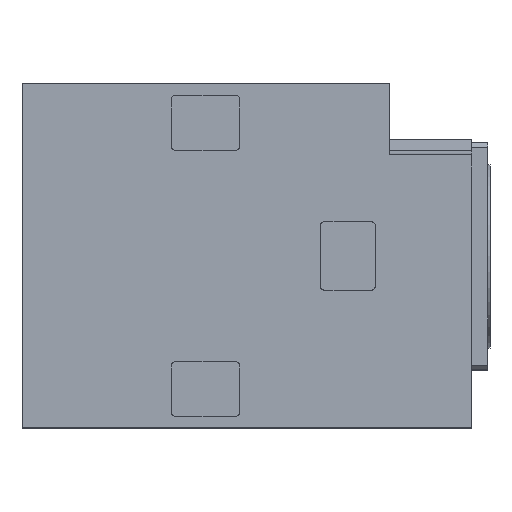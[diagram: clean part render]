
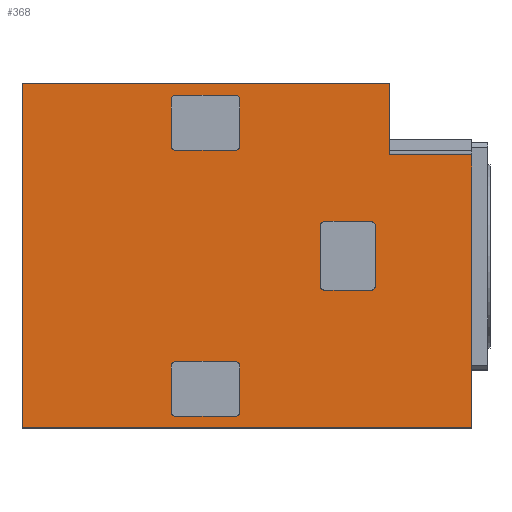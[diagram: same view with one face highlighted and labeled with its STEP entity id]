
A CAD part, top view. The second image highlights one B-rep face of the part: STEP entity #368.
In plain terms, the highlighted planar face has unit normal (0, 0, 1).
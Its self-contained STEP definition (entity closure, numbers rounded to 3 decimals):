
#41=LINE('',#1709,#156);
#42=LINE('',#1711,#157);
#43=LINE('',#1714,#158);
#44=LINE('',#1716,#159);
#45=LINE('',#1717,#160);
#46=LINE('',#1719,#161);
#47=LINE('',#1723,#162);
#48=LINE('',#1727,#163);
#49=LINE('',#1731,#164);
#50=LINE('',#1735,#165);
#51=LINE('',#1739,#166);
#52=LINE('',#1743,#167);
#53=LINE('',#1747,#168);
#54=LINE('',#1751,#169);
#55=LINE('',#1755,#170);
#56=LINE('',#1759,#171);
#57=LINE('',#1763,#172);
#58=LINE('',#1767,#173);
#156=VECTOR('',#1315,1.);
#157=VECTOR('',#1318,1.);
#158=VECTOR('',#1319,1.);
#159=VECTOR('',#1320,1.);
#160=VECTOR('',#1321,1.);
#161=VECTOR('',#1322,1.);
#162=VECTOR('',#1325,1.);
#163=VECTOR('',#1328,1.);
#164=VECTOR('',#1331,1.);
#165=VECTOR('',#1334,1.);
#166=VECTOR('',#1337,1.);
#167=VECTOR('',#1340,1.);
#168=VECTOR('',#1343,1.);
#169=VECTOR('',#1346,1.);
#170=VECTOR('',#1349,1.);
#171=VECTOR('',#1352,1.);
#172=VECTOR('',#1355,1.);
#173=VECTOR('',#1358,1.);
#270=PLANE('',#1207);
#368=ADVANCED_FACE('',(#448,#449,#450,#451),#270,.T.);
#448=FACE_BOUND('',#470,.T.);
#449=FACE_BOUND('',#471,.T.);
#450=FACE_BOUND('',#472,.T.);
#451=FACE_BOUND('',#473,.T.);
#470=EDGE_LOOP('',(#548,#549,#550,#551,#552,#553));
#471=EDGE_LOOP('',(#554,#555,#556,#557,#558,#559,#560,#561));
#472=EDGE_LOOP('',(#562,#563,#564,#565,#566,#567,#568,#569));
#473=EDGE_LOOP('',(#570,#571,#572,#573,#574,#575,#576,#577));
#548=ORIENTED_EDGE('',*,*,#973,.F.);
#549=ORIENTED_EDGE('',*,*,#974,.F.);
#550=ORIENTED_EDGE('',*,*,#975,.F.);
#551=ORIENTED_EDGE('',*,*,#972,.F.);
#552=ORIENTED_EDGE('',*,*,#976,.T.);
#553=ORIENTED_EDGE('',*,*,#977,.T.);
#554=ORIENTED_EDGE('',*,*,#978,.F.);
#555=ORIENTED_EDGE('',*,*,#979,.F.);
#556=ORIENTED_EDGE('',*,*,#980,.F.);
#557=ORIENTED_EDGE('',*,*,#981,.F.);
#558=ORIENTED_EDGE('',*,*,#982,.F.);
#559=ORIENTED_EDGE('',*,*,#983,.F.);
#560=ORIENTED_EDGE('',*,*,#984,.F.);
#561=ORIENTED_EDGE('',*,*,#985,.F.);
#562=ORIENTED_EDGE('',*,*,#986,.T.);
#563=ORIENTED_EDGE('',*,*,#987,.T.);
#564=ORIENTED_EDGE('',*,*,#988,.T.);
#565=ORIENTED_EDGE('',*,*,#989,.T.);
#566=ORIENTED_EDGE('',*,*,#990,.T.);
#567=ORIENTED_EDGE('',*,*,#991,.T.);
#568=ORIENTED_EDGE('',*,*,#992,.T.);
#569=ORIENTED_EDGE('',*,*,#993,.T.);
#570=ORIENTED_EDGE('',*,*,#994,.F.);
#571=ORIENTED_EDGE('',*,*,#995,.F.);
#572=ORIENTED_EDGE('',*,*,#996,.F.);
#573=ORIENTED_EDGE('',*,*,#997,.F.);
#574=ORIENTED_EDGE('',*,*,#998,.F.);
#575=ORIENTED_EDGE('',*,*,#999,.F.);
#576=ORIENTED_EDGE('',*,*,#1000,.F.);
#577=ORIENTED_EDGE('',*,*,#1001,.F.);
#862=VERTEX_POINT('',#1704);
#864=VERTEX_POINT('',#1708);
#865=VERTEX_POINT('',#1712);
#866=VERTEX_POINT('',#1713);
#867=VERTEX_POINT('',#1715);
#868=VERTEX_POINT('',#1718);
#869=VERTEX_POINT('',#1721);
#870=VERTEX_POINT('',#1722);
#871=VERTEX_POINT('',#1724);
#872=VERTEX_POINT('',#1726);
#873=VERTEX_POINT('',#1728);
#874=VERTEX_POINT('',#1730);
#875=VERTEX_POINT('',#1732);
#876=VERTEX_POINT('',#1734);
#877=VERTEX_POINT('',#1737);
#878=VERTEX_POINT('',#1738);
#879=VERTEX_POINT('',#1740);
#880=VERTEX_POINT('',#1742);
#881=VERTEX_POINT('',#1744);
#882=VERTEX_POINT('',#1746);
#883=VERTEX_POINT('',#1748);
#884=VERTEX_POINT('',#1750);
#885=VERTEX_POINT('',#1753);
#886=VERTEX_POINT('',#1754);
#887=VERTEX_POINT('',#1756);
#888=VERTEX_POINT('',#1758);
#889=VERTEX_POINT('',#1760);
#890=VERTEX_POINT('',#1762);
#891=VERTEX_POINT('',#1764);
#892=VERTEX_POINT('',#1766);
#972=EDGE_CURVE('',#864,#862,#41,.T.);
#973=EDGE_CURVE('',#865,#866,#42,.T.);
#974=EDGE_CURVE('',#867,#865,#43,.T.);
#975=EDGE_CURVE('',#862,#867,#44,.T.);
#976=EDGE_CURVE('',#864,#868,#45,.T.);
#977=EDGE_CURVE('',#868,#866,#46,.T.);
#978=EDGE_CURVE('',#869,#870,#1127,.T.);
#979=EDGE_CURVE('',#871,#869,#47,.T.);
#980=EDGE_CURVE('',#872,#871,#1128,.T.);
#981=EDGE_CURVE('',#873,#872,#48,.T.);
#982=EDGE_CURVE('',#874,#873,#1129,.T.);
#983=EDGE_CURVE('',#875,#874,#49,.T.);
#984=EDGE_CURVE('',#876,#875,#1130,.T.);
#985=EDGE_CURVE('',#870,#876,#50,.T.);
#986=EDGE_CURVE('',#877,#878,#1131,.T.);
#987=EDGE_CURVE('',#878,#879,#51,.T.);
#988=EDGE_CURVE('',#879,#880,#1132,.T.);
#989=EDGE_CURVE('',#880,#881,#52,.T.);
#990=EDGE_CURVE('',#881,#882,#1133,.T.);
#991=EDGE_CURVE('',#882,#883,#53,.T.);
#992=EDGE_CURVE('',#883,#884,#1134,.T.);
#993=EDGE_CURVE('',#884,#877,#54,.T.);
#994=EDGE_CURVE('',#885,#886,#1135,.T.);
#995=EDGE_CURVE('',#887,#885,#55,.T.);
#996=EDGE_CURVE('',#888,#887,#1136,.T.);
#997=EDGE_CURVE('',#889,#888,#56,.T.);
#998=EDGE_CURVE('',#890,#889,#1137,.T.);
#999=EDGE_CURVE('',#891,#890,#57,.T.);
#1000=EDGE_CURVE('',#892,#891,#1138,.T.);
#1001=EDGE_CURVE('',#886,#892,#58,.T.);
#1127=CIRCLE('',#1195,1.);
#1128=CIRCLE('',#1196,1.);
#1129=CIRCLE('',#1197,1.);
#1130=CIRCLE('',#1198,1.);
#1131=CIRCLE('',#1199,1.);
#1132=CIRCLE('',#1200,1.);
#1133=CIRCLE('',#1201,1.);
#1134=CIRCLE('',#1202,1.);
#1135=CIRCLE('',#1203,1.);
#1136=CIRCLE('',#1204,1.);
#1137=CIRCLE('',#1205,1.);
#1138=CIRCLE('',#1206,1.);
#1195=AXIS2_PLACEMENT_3D('',#1720,#1323,#1324);
#1196=AXIS2_PLACEMENT_3D('',#1725,#1326,#1327);
#1197=AXIS2_PLACEMENT_3D('',#1729,#1329,#1330);
#1198=AXIS2_PLACEMENT_3D('',#1733,#1332,#1333);
#1199=AXIS2_PLACEMENT_3D('',#1736,#1335,#1336);
#1200=AXIS2_PLACEMENT_3D('',#1741,#1338,#1339);
#1201=AXIS2_PLACEMENT_3D('',#1745,#1341,#1342);
#1202=AXIS2_PLACEMENT_3D('',#1749,#1344,#1345);
#1203=AXIS2_PLACEMENT_3D('',#1752,#1347,#1348);
#1204=AXIS2_PLACEMENT_3D('',#1757,#1350,#1351);
#1205=AXIS2_PLACEMENT_3D('',#1761,#1353,#1354);
#1206=AXIS2_PLACEMENT_3D('',#1765,#1356,#1357);
#1207=AXIS2_PLACEMENT_3D('',#1768,#1359,#1360);
#1315=DIRECTION('',(0.,1.,0.));
#1318=DIRECTION('',(1.,0.,0.));
#1319=DIRECTION('',(0.,-1.,0.));
#1320=DIRECTION('',(1.,0.,0.));
#1321=DIRECTION('',(1.,0.,0.));
#1322=DIRECTION('',(0.,1.,0.));
#1323=DIRECTION('',(0.,0.,1.));
#1324=DIRECTION('',(0.,1.,0.));
#1325=DIRECTION('',(0.,-1.,0.));
#1326=DIRECTION('',(0.,0.,1.));
#1327=DIRECTION('',(0.,1.,0.));
#1328=DIRECTION('',(-1.,0.,0.));
#1329=DIRECTION('',(0.,0.,1.));
#1330=DIRECTION('',(0.,-1.,0.));
#1331=DIRECTION('',(0.,1.,0.));
#1332=DIRECTION('',(0.,0.,1.));
#1333=DIRECTION('',(0.,1.,0.));
#1334=DIRECTION('',(1.,0.,0.));
#1335=DIRECTION('',(0.,0.,-1.));
#1336=DIRECTION('',(0.,1.,0.));
#1337=DIRECTION('',(0.,1.,0.));
#1338=DIRECTION('',(0.,0.,-1.));
#1339=DIRECTION('',(0.,-1.,0.));
#1340=DIRECTION('',(1.,0.,0.));
#1341=DIRECTION('',(0.,0.,-1.));
#1342=DIRECTION('',(0.,-1.,0.));
#1343=DIRECTION('',(0.,-1.,0.));
#1344=DIRECTION('',(0.,0.,-1.));
#1345=DIRECTION('',(0.,1.,0.));
#1346=DIRECTION('',(-1.,0.,0.));
#1347=DIRECTION('',(0.,0.,1.));
#1348=DIRECTION('',(0.,1.,0.));
#1349=DIRECTION('',(0.,-1.,0.));
#1350=DIRECTION('',(0.,0.,1.));
#1351=DIRECTION('',(0.,1.,0.));
#1352=DIRECTION('',(-1.,0.,0.));
#1353=DIRECTION('',(0.,0.,1.));
#1354=DIRECTION('',(0.,-1.,0.));
#1355=DIRECTION('',(0.,1.,0.));
#1356=DIRECTION('',(0.,0.,1.));
#1357=DIRECTION('',(0.,1.,0.));
#1358=DIRECTION('',(1.,0.,0.));
#1359=DIRECTION('',(0.,0.,1.));
#1360=DIRECTION('',(-1.,0.,0.));
#1704=CARTESIAN_POINT('',(-40.,37.5,0.));
#1708=CARTESIAN_POINT('',(-40.,-37.5,0.));
#1709=CARTESIAN_POINT('',(-40.,-37.5,0.));
#1711=CARTESIAN_POINT('',(40.,22.,0.));
#1712=CARTESIAN_POINT('',(40.,22.,0.));
#1713=CARTESIAN_POINT('',(58.,22.,0.));
#1714=CARTESIAN_POINT('',(40.,22.,0.));
#1715=CARTESIAN_POINT('',(40.,37.5,0.));
#1716=CARTESIAN_POINT('',(-40.,37.5,0.));
#1717=CARTESIAN_POINT('',(-40.,-37.5,0.));
#1718=CARTESIAN_POINT('',(58.,-37.5,0.));
#1719=CARTESIAN_POINT('',(58.,-37.5,0.));
#1720=CARTESIAN_POINT('',(-6.5,-34.,0.));
#1721=CARTESIAN_POINT('',(-7.5,-34.,0.));
#1722=CARTESIAN_POINT('',(-6.5,-35.,0.));
#1723=CARTESIAN_POINT('',(-7.5,-34.,0.));
#1724=CARTESIAN_POINT('',(-7.5,-24.,0.));
#1725=CARTESIAN_POINT('',(-6.5,-24.,0.));
#1726=CARTESIAN_POINT('',(-6.5,-23.,0.));
#1727=CARTESIAN_POINT('',(-6.5,-23.,0.));
#1728=CARTESIAN_POINT('',(6.5,-23.,0.));
#1729=CARTESIAN_POINT('',(6.5,-24.,0.));
#1730=CARTESIAN_POINT('',(7.5,-24.,0.));
#1731=CARTESIAN_POINT('',(7.5,-24.,0.));
#1732=CARTESIAN_POINT('',(7.5,-34.,0.));
#1733=CARTESIAN_POINT('',(6.5,-34.,0.));
#1734=CARTESIAN_POINT('',(6.5,-35.,0.));
#1735=CARTESIAN_POINT('',(6.5,-35.,0.));
#1736=CARTESIAN_POINT('',(-6.5,24.,0.));
#1737=CARTESIAN_POINT('',(-6.5,23.,0.));
#1738=CARTESIAN_POINT('',(-7.5,24.,0.));
#1739=CARTESIAN_POINT('',(-7.5,24.,0.));
#1740=CARTESIAN_POINT('',(-7.5,34.,0.));
#1741=CARTESIAN_POINT('',(-6.5,34.,0.));
#1742=CARTESIAN_POINT('',(-6.5,35.,0.));
#1743=CARTESIAN_POINT('',(-6.5,35.,0.));
#1744=CARTESIAN_POINT('',(6.5,35.,0.));
#1745=CARTESIAN_POINT('',(6.5,34.,0.));
#1746=CARTESIAN_POINT('',(7.5,34.,0.));
#1747=CARTESIAN_POINT('',(7.5,34.,0.));
#1748=CARTESIAN_POINT('',(7.5,24.,0.));
#1749=CARTESIAN_POINT('',(6.5,24.,0.));
#1750=CARTESIAN_POINT('',(6.5,23.,0.));
#1751=CARTESIAN_POINT('',(6.5,23.,0.));
#1752=CARTESIAN_POINT('',(26.,-6.5,0.));
#1753=CARTESIAN_POINT('',(25.,-6.5,0.));
#1754=CARTESIAN_POINT('',(26.,-7.5,0.));
#1755=CARTESIAN_POINT('',(25.,-6.5,0.));
#1756=CARTESIAN_POINT('',(25.,6.5,0.));
#1757=CARTESIAN_POINT('',(26.,6.5,0.));
#1758=CARTESIAN_POINT('',(26.,7.5,0.));
#1759=CARTESIAN_POINT('',(26.,7.5,0.));
#1760=CARTESIAN_POINT('',(36.,7.5,0.));
#1761=CARTESIAN_POINT('',(36.,6.5,0.));
#1762=CARTESIAN_POINT('',(37.,6.5,0.));
#1763=CARTESIAN_POINT('',(37.,6.5,0.));
#1764=CARTESIAN_POINT('',(37.,-6.5,0.));
#1765=CARTESIAN_POINT('',(36.,-6.5,0.));
#1766=CARTESIAN_POINT('',(36.,-7.5,0.));
#1767=CARTESIAN_POINT('',(36.,-7.5,0.));
#1768=CARTESIAN_POINT('',(-40.,-37.5,0.));
